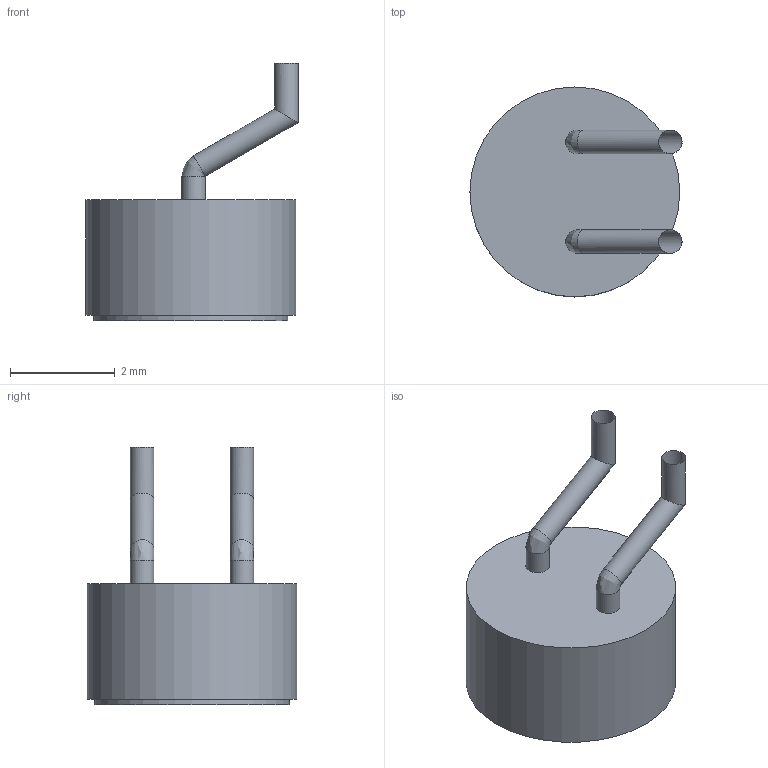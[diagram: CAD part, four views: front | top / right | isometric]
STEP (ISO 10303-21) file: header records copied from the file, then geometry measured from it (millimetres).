
FILE_DESCRIPTION(('FreeCAD Model'),'2;1');
FILE_NAME('Open CASCADE Shape Model','2024-08-26T19:22:31',(''),(''), 'Open CASCADE STEP processor 7.6','FreeCAD','Unknown');
FILE_SCHEMA(('AUTOMOTIVE_DESIGN { 1 0 10303 214 1 1 1 1 }'));
Length unit declared in the file: millimetre
Products named in the file (5): mic; Extrude003; Extrude001; electro004; electro003
Assembly tree (4 placements, depth 2):
  mic
    Extrude003
    Extrude001
    electro004
    electro003
Bounding box: 4.04 x 4 x 4.9 mm (x, y, z)
Volume: 28.7 mm3; surface area: 85.6 mm2
Topology: 2 solids, 4 shells, 14 faces, 28 edges, 18 vertices
Faces by surface type: cylinder 8, plane 4, revolution 2
Full cylindrical faces by diameter (mm): 0.45 x6, 3.7 x1, 4 x1
Entity records: 509 total; most frequent: DIRECTION 88, CARTESIAN_POINT 67, ORIENTED_EDGE 52, AXIS2_PLACEMENT_3D 39, EDGE_CURVE 28, VERTEX_POINT 18, CIRCLE 16, ADVANCED_FACE 14
